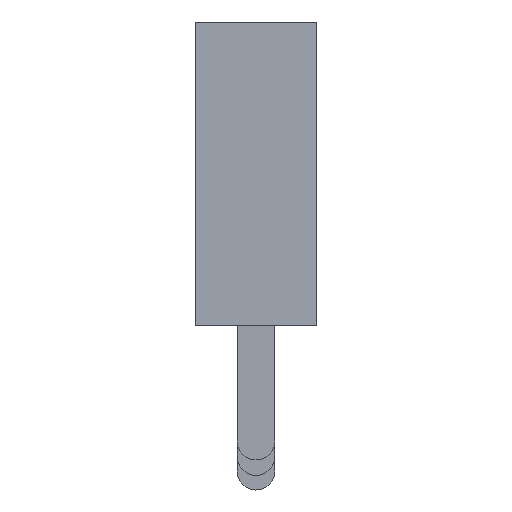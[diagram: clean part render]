
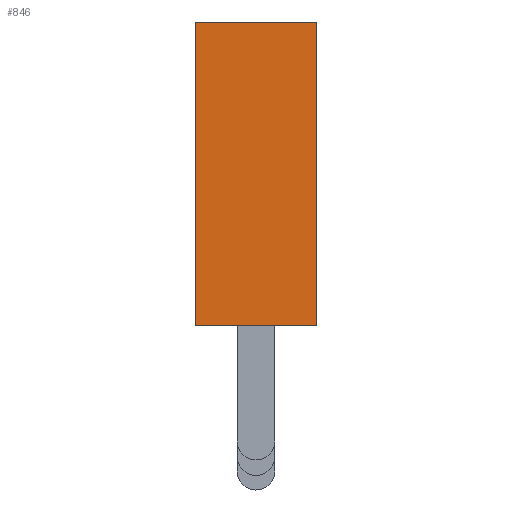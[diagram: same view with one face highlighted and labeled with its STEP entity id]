
A CAD part, top view. The second image highlights one B-rep face of the part: STEP entity #846.
In plain terms, the highlighted planar face has unit normal (0, 0, 1).
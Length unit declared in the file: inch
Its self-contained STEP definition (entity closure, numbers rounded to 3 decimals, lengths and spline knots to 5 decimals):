
#55=FACE_OUTER_BOUND('',#103,.T.);
#103=EDGE_LOOP('',(#692,#693,#694,#695));
#127=LINE('',#1177,#229);
#192=LINE('',#1329,#294);
#193=LINE('',#1331,#295);
#194=LINE('',#1332,#296);
#229=VECTOR('',#943,0.4);
#294=VECTOR('',#1080,0.16);
#295=VECTOR('',#1081,0.4);
#296=VECTOR('',#1082,0.16);
#350=VERTEX_POINT('',#1174);
#351=VERTEX_POINT('',#1176);
#402=VERTEX_POINT('',#1328);
#403=VERTEX_POINT('',#1330);
#430=EDGE_CURVE('',#351,#350,#127,.T.);
#506=EDGE_CURVE('',#350,#402,#192,.T.);
#507=EDGE_CURVE('',#402,#403,#193,.T.);
#508=EDGE_CURVE('',#403,#351,#194,.T.);
#692=ORIENTED_EDGE('',*,*,#430,.T.);
#693=ORIENTED_EDGE('',*,*,#506,.T.);
#694=ORIENTED_EDGE('',*,*,#507,.T.);
#695=ORIENTED_EDGE('',*,*,#508,.T.);
#805=PLANE('',#905);
#846=ADVANCED_FACE('',(#55),#805,.T.);
#905=AXIS2_PLACEMENT_3D('',#1327,#1078,#1079);
#943=DIRECTION('',(0.,-1.,0.));
#1078=DIRECTION('center_axis',(0.,0.,1.));
#1079=DIRECTION('ref_axis',(1.,0.,0.));
#1080=DIRECTION('',(1.,0.,0.));
#1081=DIRECTION('',(0.,1.,0.));
#1082=DIRECTION('',(-1.,0.,0.));
#1174=CARTESIAN_POINT('',(-0.08,-0.2,0.012));
#1176=CARTESIAN_POINT('',(-0.08,0.2,0.012));
#1177=CARTESIAN_POINT('',(-0.08,0.2,0.012));
#1327=CARTESIAN_POINT('Origin',(0.,0.,0.012));
#1328=CARTESIAN_POINT('',(0.08,-0.2,0.012));
#1329=CARTESIAN_POINT('',(-0.08,-0.2,0.012));
#1330=CARTESIAN_POINT('',(0.08,0.2,0.012));
#1331=CARTESIAN_POINT('',(0.08,-0.2,0.012));
#1332=CARTESIAN_POINT('',(0.08,0.2,0.012));
